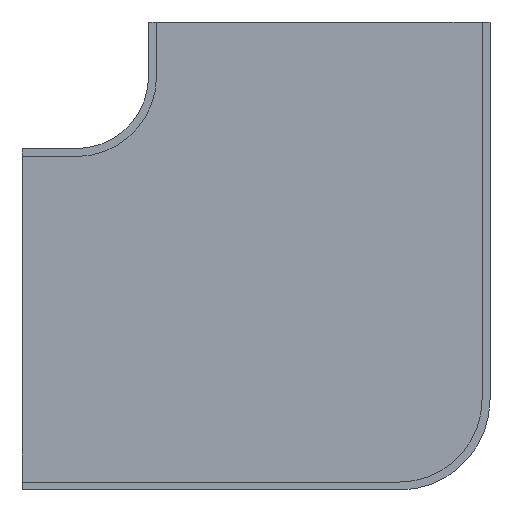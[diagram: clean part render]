
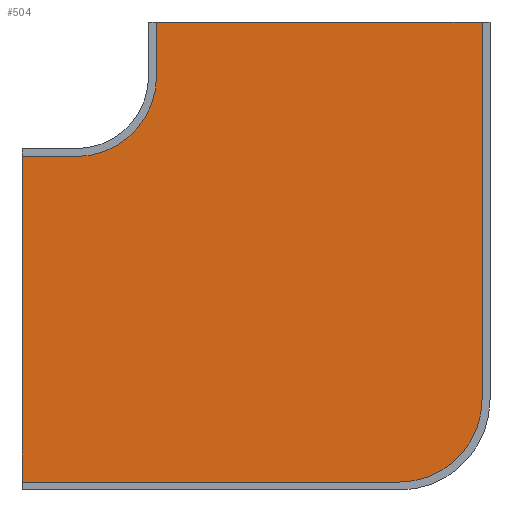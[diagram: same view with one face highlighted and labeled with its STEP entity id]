
A CAD part, front view. The second image highlights one B-rep face of the part: STEP entity #504.
In plain terms, the highlighted planar face has unit normal (0, -1, 0).
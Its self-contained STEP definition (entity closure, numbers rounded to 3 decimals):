
#7 = CIRCLE ( 'NONE', #531, 22.8 ) ;
#8 = CARTESIAN_POINT ( 'NONE',  ( -64.7, 18.9, 29.7 ) ) ;
#14 = ORIENTED_EDGE ( 'NONE', *, *, #276, .F. ) ;
#50 = LINE ( 'NONE', #271, #521 ) ;
#84 = CARTESIAN_POINT ( 'NONE',  ( -49.7, 18.9, 49.7 ) ) ;
#89 = ORIENTED_EDGE ( 'NONE', *, *, #92, .F. ) ;
#92 = EDGE_CURVE ( 'NONE', #115, #99, #7, .T. ) ;
#99 = VERTEX_POINT ( 'NONE', #380 ) ;
#107 = EDGE_CURVE ( 'NONE', #425, #211, #251, .T. ) ;
#115 = VERTEX_POINT ( 'NONE', #178 ) ;
#116 = VECTOR ( 'NONE', #127, 1000. ) ;
#118 = CARTESIAN_POINT ( 'NONE',  ( 62.5, 18.9, 64.7 ) ) ;
#127 = DIRECTION ( 'NONE',  ( 0., 0., 1. ) ) ;
#165 = DIRECTION ( 'NONE',  ( 0., 0., 1. ) ) ;
#178 = CARTESIAN_POINT ( 'NONE',  ( 62.5, 18.9, -39.7 ) ) ;
#179 = ORIENTED_EDGE ( 'NONE', *, *, #346, .F. ) ;
#181 = VECTOR ( 'NONE', #275, 1000. ) ;
#185 = DIRECTION ( 'NONE',  ( 0., -1., 0. ) ) ;
#211 = VERTEX_POINT ( 'NONE', #382 ) ;
#220 = VERTEX_POINT ( 'NONE', #535 ) ;
#232 = VECTOR ( 'NONE', #552, 1000. ) ;
#245 = LINE ( 'NONE', #312, #260 ) ;
#247 = ORIENTED_EDGE ( 'NONE', *, *, #470, .F. ) ;
#251 = CIRCLE ( 'NONE', #514, 22.2 ) ;
#260 = VECTOR ( 'NONE', #283, 1000. ) ;
#271 = CARTESIAN_POINT ( 'NONE',  ( -29.7, 18.9, 64.7 ) ) ;
#274 = DIRECTION ( 'NONE',  ( 0., 0., -1. ) ) ;
#275 = DIRECTION ( 'NONE',  ( 0., 0., 1. ) ) ;
#276 = EDGE_CURVE ( 'NONE', #472, #220, #359, .T. ) ;
#280 = CARTESIAN_POINT ( 'NONE',  ( -27.5, 18.9, 64.7 ) ) ;
#282 = AXIS2_PLACEMENT_3D ( 'NONE', #497, #512, #506 ) ;
#283 = DIRECTION ( 'NONE',  ( -1., 0., 0. ) ) ;
#312 = CARTESIAN_POINT ( 'NONE',  ( -64.7, 18.9, -62.5 ) ) ;
#317 = EDGE_LOOP ( 'NONE', ( #599, #89, #546, #551, #179, #441, #247, #14 ) ) ;
#337 = CARTESIAN_POINT ( 'NONE',  ( 62.5, 18.9, 64.7 ) ) ;
#345 = PLANE ( 'NONE',  #282 ) ;
#346 = EDGE_CURVE ( 'NONE', #211, #577, #579, .T. ) ;
#359 = LINE ( 'NONE', #8, #116 ) ;
#371 = CARTESIAN_POINT ( 'NONE',  ( -64.7, 18.9, -62.5 ) ) ;
#380 = CARTESIAN_POINT ( 'NONE',  ( 39.7, 18.9, -62.5 ) ) ;
#382 = CARTESIAN_POINT ( 'NONE',  ( -27.5, 18.9, 49.7 ) ) ;
#384 = DIRECTION ( 'NONE',  ( 1., 0., 0. ) ) ;
#400 = CARTESIAN_POINT ( 'NONE',  ( 39.7, 18.9, -39.7 ) ) ;
#413 = CARTESIAN_POINT ( 'NONE',  ( -49.7, 18.9, 27.5 ) ) ;
#417 = CARTESIAN_POINT ( 'NONE',  ( -27.5, 18.9, 49.7 ) ) ;
#425 = VERTEX_POINT ( 'NONE', #413 ) ;
#441 = ORIENTED_EDGE ( 'NONE', *, *, #107, .F. ) ;
#450 = EDGE_CURVE ( 'NONE', #99, #472, #245, .T. ) ;
#451 = DIRECTION ( 'NONE',  ( 0., 1., 0. ) ) ;
#452 = DIRECTION ( 'NONE',  ( 0., 0., 1. ) ) ;
#467 = EDGE_CURVE ( 'NONE', #594, #115, #604, .T. ) ;
#468 = VECTOR ( 'NONE', #274, 1000. ) ;
#470 = EDGE_CURVE ( 'NONE', #220, #425, #501, .T. ) ;
#472 = VERTEX_POINT ( 'NONE', #371 ) ;
#497 = CARTESIAN_POINT ( 'NONE',  ( 39.7, 18.9, -39.7 ) ) ;
#501 = LINE ( 'NONE', #582, #232 ) ;
#504 = ADVANCED_FACE ( 'NONE', ( #572 ), #345, .F. ) ;
#506 = DIRECTION ( 'NONE',  ( 0., 0., 1. ) ) ;
#512 = DIRECTION ( 'NONE',  ( 0., 1., 0. ) ) ;
#514 = AXIS2_PLACEMENT_3D ( 'NONE', #84, #185, #165 ) ;
#521 = VECTOR ( 'NONE', #384, 1000. ) ;
#531 = AXIS2_PLACEMENT_3D ( 'NONE', #400, #451, #452 ) ;
#535 = CARTESIAN_POINT ( 'NONE',  ( -64.7, 18.9, 27.5 ) ) ;
#546 = ORIENTED_EDGE ( 'NONE', *, *, #467, .F. ) ;
#551 = ORIENTED_EDGE ( 'NONE', *, *, #578, .F. ) ;
#552 = DIRECTION ( 'NONE',  ( 1., 0., 0. ) ) ;
#572 = FACE_OUTER_BOUND ( 'NONE', #317, .T. ) ;
#577 = VERTEX_POINT ( 'NONE', #280 ) ;
#578 = EDGE_CURVE ( 'NONE', #577, #594, #50, .T. ) ;
#579 = LINE ( 'NONE', #417, #181 ) ;
#582 = CARTESIAN_POINT ( 'NONE',  ( -64.7, 18.9, 27.5 ) ) ;
#594 = VERTEX_POINT ( 'NONE', #118 ) ;
#599 = ORIENTED_EDGE ( 'NONE', *, *, #450, .F. ) ;
#604 = LINE ( 'NONE', #337, #468 ) ;
